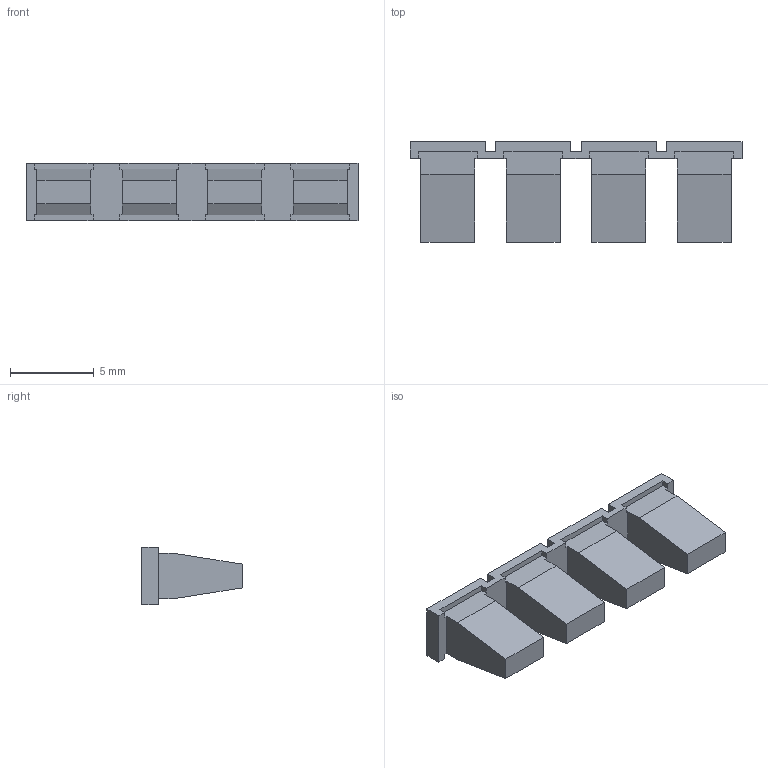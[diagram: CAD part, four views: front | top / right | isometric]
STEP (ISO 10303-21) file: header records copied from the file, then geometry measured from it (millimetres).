
FILE_DESCRIPTION(/* description */ (''),/* implementation_level */ '2;1');
FILE_NAME(/* name */ '3426_FAD25_4_iso.stp',/* time_stamp */ '2011-08-01T14:59:51+02:00',/* author */ (''),/* organization */ (''),/* preprocessor_version */ 'ST-DEVELOPER v11',/* originating_system */ 'SIEMENS UGS NX 6.0',/* authorisation */ '');
FILE_SCHEMA (('CONFIG_CONTROL_DESIGN'));
Length unit declared in the file: millimetre
Products named in the file (1): 3426_FAD25_4_iso
Bounding box: 19.8 x 6 x 3.4 mm (x, y, z)
Volume: 199.2 mm3; surface area: 393.4 mm2
Topology: 1 solids, 1 shells, 74 faces, 216 edges, 144 vertices
Faces by surface type: plane 74
Entity records: 2486 total; most frequent: CARTESIAN_POINT 435, ORIENTED_EDGE 432, DIRECTION 366, EDGE_CURVE 216, LINE 216, VECTOR 216, VERTEX_POINT 144, AXIS2_PLACEMENT_3D 75
